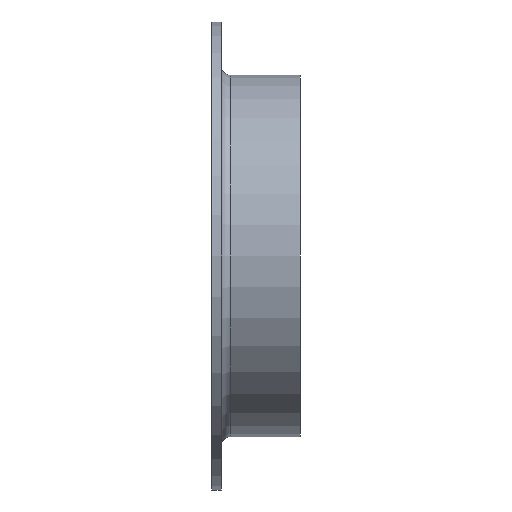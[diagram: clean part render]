
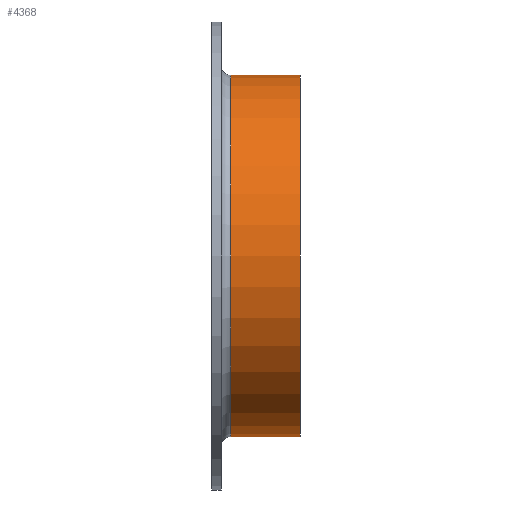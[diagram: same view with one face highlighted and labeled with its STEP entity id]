
A CAD part, front view. The second image highlights one B-rep face of the part: STEP entity #4368.
In plain terms, the highlighted cylindrical face has radius 57.15 mm (diameter 114.3 mm), a full revolution.
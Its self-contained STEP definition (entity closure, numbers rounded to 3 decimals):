
#500 = FACE_OUTER_BOUND ( 'NONE', #2448, .T. ) ;
#566 = DIRECTION ( 'NONE',  ( -1., 0., 0. ) ) ;
#799 = CARTESIAN_POINT ( 'NONE',  ( 6., 0., 57.15 ) ) ;
#1266 = EDGE_CURVE ( 'NONE', #12912, #12912, #7690, .T. ) ;
#1327 = DIRECTION ( 'NONE',  ( 0., 0., 1. ) ) ;
#2448 = EDGE_LOOP ( 'NONE', ( #6788 ) ) ;
#2749 = CIRCLE ( 'NONE', #4889, 57.15 ) ;
#2995 = DIRECTION ( 'NONE',  ( 1., 0., 0. ) ) ;
#3378 = CYLINDRICAL_SURFACE ( 'NONE', #4590, 57.15 ) ;
#3665 = DIRECTION ( 'NONE',  ( 0., 0., 1. ) ) ;
#3671 = CARTESIAN_POINT ( 'NONE',  ( 28., 0., 57.15 ) ) ;
#4368 = ADVANCED_FACE ( 'NONE', ( #8609, #500 ), #3378, .T. ) ;
#4590 = AXIS2_PLACEMENT_3D ( 'NONE', #5605, #566, #1327 ) ;
#4889 = AXIS2_PLACEMENT_3D ( 'NONE', #12220, #2995, #9211 ) ;
#5605 = CARTESIAN_POINT ( 'NONE',  ( 0., 0., 0. ) ) ;
#5754 = AXIS2_PLACEMENT_3D ( 'NONE', #5765, #13179, #3665 ) ;
#5765 = CARTESIAN_POINT ( 'NONE',  ( 28., 0., 0. ) ) ;
#5861 = ORIENTED_EDGE ( 'NONE', *, *, #9857, .T. ) ;
#5975 = VERTEX_POINT ( 'NONE', #799 ) ;
#6788 = ORIENTED_EDGE ( 'NONE', *, *, #1266, .T. ) ;
#7690 = CIRCLE ( 'NONE', #5754, 57.15 ) ;
#8609 = FACE_OUTER_BOUND ( 'NONE', #11820, .T. ) ;
#9211 = DIRECTION ( 'NONE',  ( 0., 0., 1. ) ) ;
#9857 = EDGE_CURVE ( 'NONE', #5975, #5975, #2749, .T. ) ;
#11820 = EDGE_LOOP ( 'NONE', ( #5861 ) ) ;
#12220 = CARTESIAN_POINT ( 'NONE',  ( 6., 0., 0. ) ) ;
#12912 = VERTEX_POINT ( 'NONE', #3671 ) ;
#13179 = DIRECTION ( 'NONE',  ( -1., 0., 0. ) ) ;
